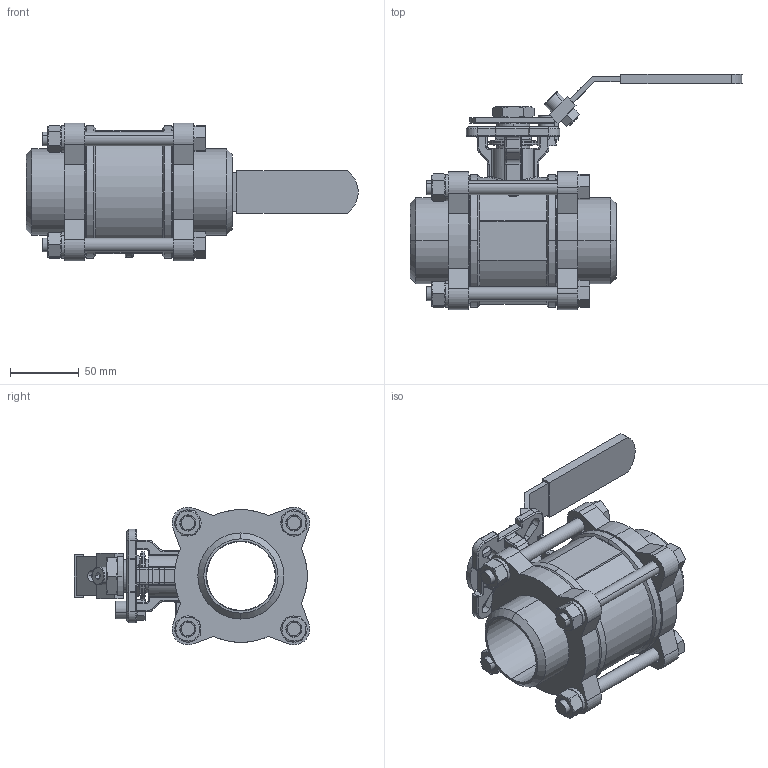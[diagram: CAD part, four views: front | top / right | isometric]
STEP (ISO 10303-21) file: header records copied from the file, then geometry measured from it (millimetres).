
FILE_DESCRIPTION (( 'STEP AP214' ), '1' );
FILE_NAME ('3700-20BW.STEP', '2017-06-21T05:30:05', ( 'rd3' ), ( '' ), 'SwSTEP 2.0', 'SolidWorks 2014', '' );
FILE_SCHEMA (( 'AUTOMOTIVE_DESIGN' ));
Length unit declared in the file: millimetre
Products named in the file (25): 0017-76S; 0016-W76S; 3T17-14; 307-14; 307140-14; M8; 307013-14; 3550-14; 307130-14; 2604-20; 3503-20; 3T10-14; 3T09-14; E5MM-M08; 3T08-14; 35T606-20; 3T07-14; 33N515-20; 305BR4-20; 3729-14; 3071R1-20; 3715-M18S; 3T44-14; 3700-20BW; 3518-20
Assembly tree (39 placements, depth 3):
  3700-20BW
    3071R1-20
    305BR4-20  x2
    3T07-14
    3T08-14
    3T09-14  x2
    3T10-14  x2
    3503-20  x2
    2604-20
    307-14
      307130-14
      3550-14
      307013-14
      M8
      307140-14
    3T17-14
    0016-W76S  x4
    0017-76S  x4
    3518-20  x4
    3T44-14
    3715-M18S  x2
    3729-14
    33N515-20
    35T606-20  x2
    E5MM-M08
Bounding box: 241.43 x 171.27 x 100.15 mm (x, y, z)
Volume: 655147.9 mm3; surface area: 246596.8 mm2
Topology: 39 solids, 39 shells, 1031 faces, 2427 edges, 1474 vertices
Faces by surface type: cylinder 367, plane 366, cone 192, torus 60, sphere 26, bspline 20
Entity records: 26285 total; most frequent: CARTESIAN_POINT 6839, DIRECTION 4013, ORIENTED_EDGE 3722, EDGE_CURVE 1861, AXIS2_PLACEMENT_3D 1568, VERTEX_POINT 1134, LINE 877, VECTOR 877
